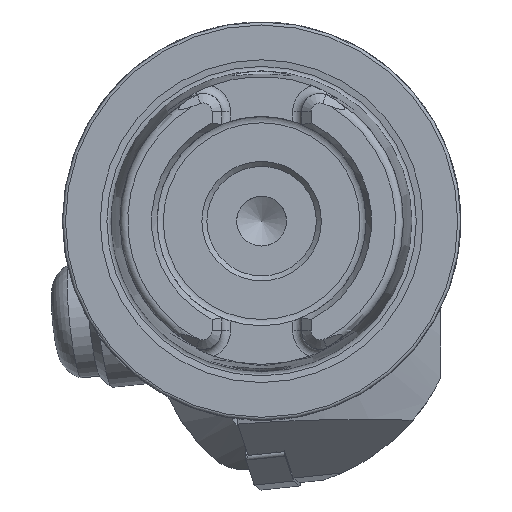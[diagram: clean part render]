
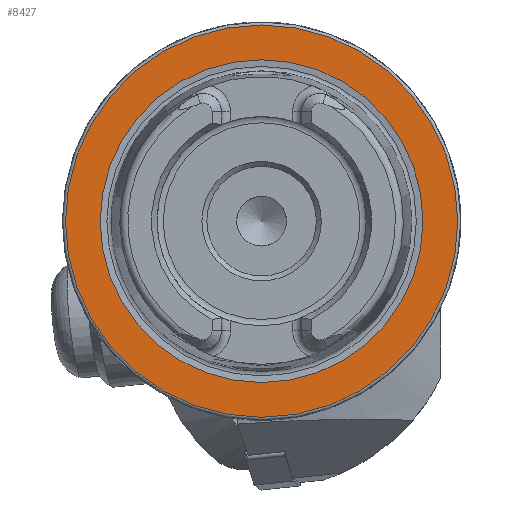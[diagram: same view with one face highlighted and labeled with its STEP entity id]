
A CAD part, left-side view. The second image highlights one B-rep face of the part: STEP entity #8427.
In plain terms, the highlighted planar face has unit normal (-1, 0, 0).
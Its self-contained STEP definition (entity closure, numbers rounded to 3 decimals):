
#528 = FACE_BOUND ( 'NONE', #3360, .T. ) ;
#1171 = EDGE_LOOP ( 'NONE', ( #2049 ) ) ;
#1408 = AXIS2_PLACEMENT_3D ( 'NONE', #7265, #5288, #11737 ) ;
#1592 = EDGE_CURVE ( 'NONE', #6603, #6603, #7194, .T. ) ;
#2049 = ORIENTED_EDGE ( 'NONE', *, *, #1592, .T. ) ;
#2062 = CARTESIAN_POINT ( 'NONE',  ( 0., 19.7, 0. ) ) ;
#3360 = EDGE_LOOP ( 'NONE', ( #9248 ) ) ;
#4559 = CARTESIAN_POINT ( 'NONE',  ( 0., 0., 0. ) ) ;
#5113 = CARTESIAN_POINT ( 'NONE',  ( 0., 0., 19.7 ) ) ;
#5288 = DIRECTION ( 'NONE',  ( -1., 0., 0. ) ) ;
#5572 = EDGE_CURVE ( 'NONE', #6458, #6458, #8537, .T. ) ;
#5654 = DIRECTION ( 'NONE',  ( -1., 0., 0. ) ) ;
#6458 = VERTEX_POINT ( 'NONE', #11876 ) ;
#6603 = VERTEX_POINT ( 'NONE', #5113 ) ;
#6716 = DIRECTION ( 'NONE',  ( 0., 0., -1. ) ) ;
#7194 = CIRCLE ( 'NONE', #11245, 19.7 ) ;
#7265 = CARTESIAN_POINT ( 'NONE',  ( 0., 0., 0. ) ) ;
#8427 = ADVANCED_FACE ( 'NONE', ( #528, #10239 ), #11326, .F. ) ;
#8537 = CIRCLE ( 'NONE', #1408, 16.207 ) ;
#9248 = ORIENTED_EDGE ( 'NONE', *, *, #5572, .F. ) ;
#9441 = DIRECTION ( 'NONE',  ( 1., 0., 0. ) ) ;
#10147 = DIRECTION ( 'NONE',  ( 0., 0., 1. ) ) ;
#10239 = FACE_OUTER_BOUND ( 'NONE', #1171, .T. ) ;
#11245 = AXIS2_PLACEMENT_3D ( 'NONE', #4559, #5654, #10147 ) ;
#11326 = PLANE ( 'NONE',  #11405 ) ;
#11405 = AXIS2_PLACEMENT_3D ( 'NONE', #2062, #9441, #6716 ) ;
#11737 = DIRECTION ( 'NONE',  ( 0., 0., 1. ) ) ;
#11876 = CARTESIAN_POINT ( 'NONE',  ( 0., 0., 16.207 ) ) ;
